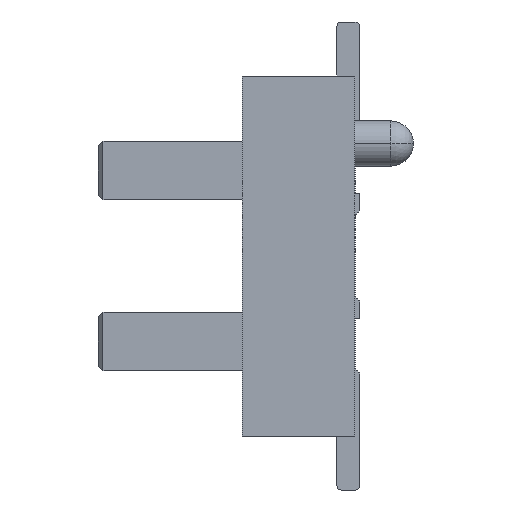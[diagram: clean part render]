
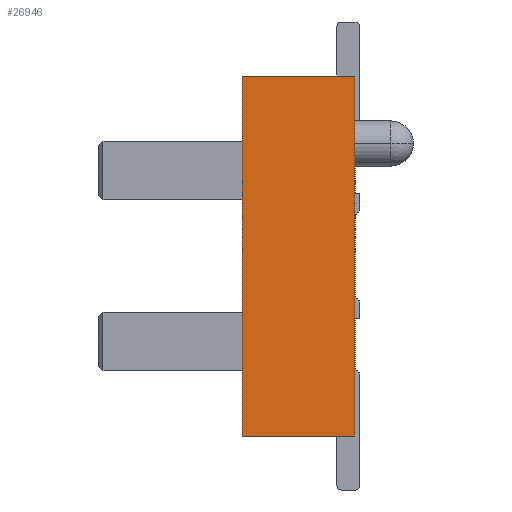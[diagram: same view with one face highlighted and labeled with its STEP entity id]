
A CAD part, left-side view. The second image highlights one B-rep face of the part: STEP entity #26946.
In plain terms, the highlighted planar face has unit normal (-1, 0, 0).
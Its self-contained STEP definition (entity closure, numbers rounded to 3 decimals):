
#29=DIRECTION('',(0.,0.,1.));
#30=VECTOR('',#29,4.);
#31=CARTESIAN_POINT('',(-13.85,0.,-2.));
#32=LINE('',#31,#30);
#513=DIRECTION('',(0.,1.,0.));
#514=VECTOR('',#513,1.25);
#515=CARTESIAN_POINT('',(-13.85,0.,2.));
#516=LINE('',#515,#514);
#3401=DIRECTION('',(0.,0.,1.));
#3402=VECTOR('',#3401,4.);
#3403=CARTESIAN_POINT('',(-13.85,1.25,-2.));
#3404=LINE('',#3403,#3402);
#3449=DIRECTION('',(0.,1.,0.));
#3450=VECTOR('',#3449,1.25);
#3451=CARTESIAN_POINT('',(-13.85,0.,-2.));
#3452=LINE('',#3451,#3450);
#15533=CARTESIAN_POINT('',(-13.85,0.,-2.));
#15534=CARTESIAN_POINT('',(-13.85,0.,2.));
#15535=VERTEX_POINT('',#15533);
#15536=VERTEX_POINT('',#15534);
#15541=CARTESIAN_POINT('',(-13.85,1.25,-2.));
#15542=CARTESIAN_POINT('',(-13.85,1.25,2.));
#15543=VERTEX_POINT('',#15541);
#15544=VERTEX_POINT('',#15542);
#26935=CARTESIAN_POINT('',(-13.85,0.,-2.));
#26936=DIRECTION('',(-1.,0.,0.));
#26937=DIRECTION('',(0.,0.,1.));
#26938=AXIS2_PLACEMENT_3D('',#26935,#26936,#26937);
#26939=PLANE('',#26938);
#26940=ORIENTED_EDGE('',*,*,#20442,.F.);
#26941=ORIENTED_EDGE('',*,*,#26723,.T.);
#26942=ORIENTED_EDGE('',*,*,#26907,.T.);
#26943=ORIENTED_EDGE('',*,*,#20803,.F.);
#26944=EDGE_LOOP('',(#26940,#26941,#26942,#26943));
#26945=FACE_OUTER_BOUND('',#26944,.F.);
#20442=EDGE_CURVE('',#15535,#15536,#32,.T.);
#20803=EDGE_CURVE('',#15536,#15544,#516,.T.);
#26723=EDGE_CURVE('',#15535,#15543,#3452,.T.);
#26907=EDGE_CURVE('',#15543,#15544,#3404,.T.);
#26946=ADVANCED_FACE('',(#26945),#26939,.T.);
